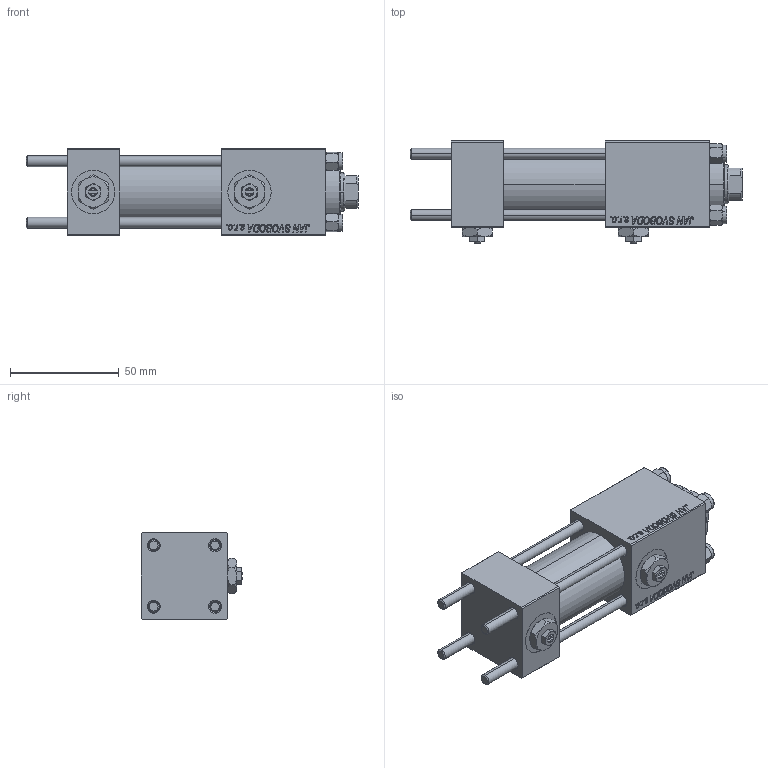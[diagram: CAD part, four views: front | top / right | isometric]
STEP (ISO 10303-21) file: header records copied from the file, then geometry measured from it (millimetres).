
FILE_DESCRIPTION (( 'STEP AP203' ), '1' );
FILE_NAME ('0be3.STEP', '2022-04-16T09:00:45', ( '' ), ( '' ), 'SwSTEP 2.0', 'SolidWorks 2019', '' );
FILE_SCHEMA (( 'CONFIG_CONTROL_DESIGN' ));
Length unit declared in the file: millimetre
Products named in the file (7): CR025_012_A_0_G_A_G_M_020_+#_##_TYCINKA 93169d0dfce2737c6f68e09431f9a143; NUT_M5 93169d0dfce2737c6f68e09431f9a143; V215_VC_A 93169d0dfce2737c6f68e09431f9a143; V215CR_VCP 93169d0dfce2737c6f68e09431f9a143; 0be3; Zatka_pro_OIL_PORT 93169d0dfce2737c6f68e09431f9a143; V215CR_BODY_A 93169d0dfce2737c6f68e09431f9a143
Assembly tree (13 placements, depth 2):
  0be3
    V215CR_BODY_A 93169d0dfce2737c6f68e09431f9a143
    CR025_012_A_0_G_A_G_M_020_+#_##_TYCINKA 93169d0dfce2737c6f68e09431f9a143  x4
    NUT_M5 93169d0dfce2737c6f68e09431f9a143  x4
    V215CR_VCP 93169d0dfce2737c6f68e09431f9a143
    V215_VC_A 93169d0dfce2737c6f68e09431f9a143
    Zatka_pro_OIL_PORT 93169d0dfce2737c6f68e09431f9a143  x2
Bounding box: 153 x 47 x 40 mm (x, y, z)
Volume: 150545.9 mm3; surface area: 63154.2 mm2
Topology: 13 solids, 13 shells, 1235 faces, 3088 edges, 1989 vertices
Faces by surface type: plane 565, bspline 392, cone 178, cylinder 92, torus 8
Entity records: 51909 total; most frequent: CARTESIAN_POINT 27637, ORIENTED_EDGE 5476, DIRECTION 3494, EDGE_CURVE 2738, VERTEX_POINT 1787, VECTOR 1634, LINE 1634, EDGE_LOOP 1205
